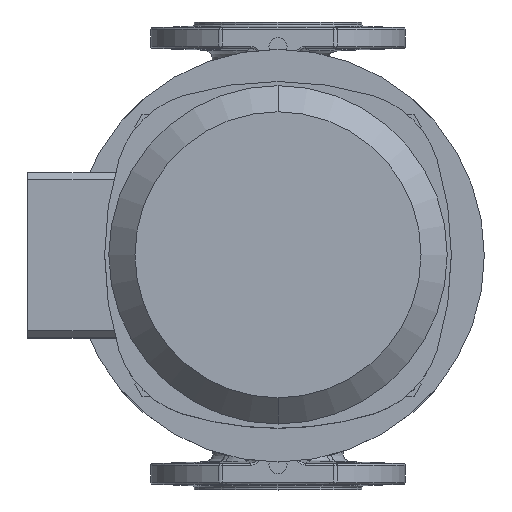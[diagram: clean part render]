
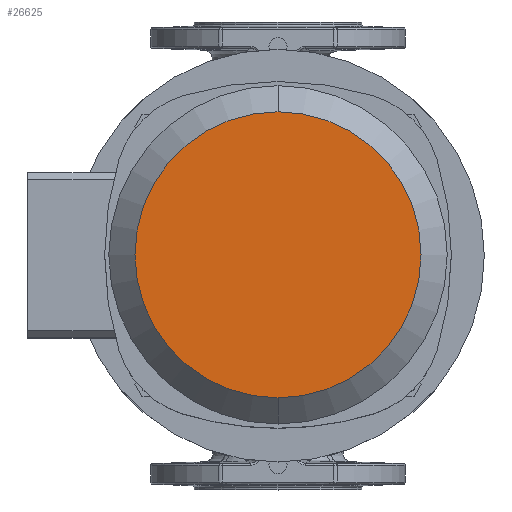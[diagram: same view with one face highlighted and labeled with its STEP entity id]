
A CAD part, top view. The second image highlights one B-rep face of the part: STEP entity #26625.
In plain terms, the highlighted planar face has unit normal (0, 0, 1).
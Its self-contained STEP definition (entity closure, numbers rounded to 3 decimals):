
#462 = CARTESIAN_POINT ( 'NONE',  ( 0., 104., 436. ) ) ;
#477 = CARTESIAN_POINT ( 'NONE',  ( 0., -104., 436. ) ) ;
#855 = VERTEX_POINT ( 'NONE', #477 ) ;
#870 = VERTEX_POINT ( 'NONE', #462 ) ;
#2830 = EDGE_LOOP ( 'NONE', ( #16686, #16687 ) ) ;
#16686 = ORIENTED_EDGE ( 'NONE', *, *, #17291, .T. ) ;
#16687 = ORIENTED_EDGE ( 'NONE', *, *, #36387, .T. ) ;
#17291 = EDGE_CURVE ( 'NONE', #855, #870, #37669, .T. ) ;
#17774 = CARTESIAN_POINT ( 'NONE',  ( 0., 0., 436. ) ) ;
#17775 = DIRECTION ( 'NONE',  ( 0., 0., 1. ) ) ;
#17776 = DIRECTION ( 'NONE',  ( 0., 1., 0. ) ) ;
#19578 = CARTESIAN_POINT ( 'NONE',  ( -104., 0., 436. ) ) ;
#19580 = FACE_OUTER_BOUND ( 'NONE', #2830, .T. ) ;
#19581 = PLANE ( 'NONE',  #37081 ) ;
#19584 = DIRECTION ( 'NONE',  ( 0., 0., -1. ) ) ;
#19585 = DIRECTION ( 'NONE',  ( 0., -1., 0. ) ) ;
#23359 = DIRECTION ( 'NONE',  ( 0., 1., 0. ) ) ;
#23360 = DIRECTION ( 'NONE',  ( 0., 0., 1. ) ) ;
#23361 = CARTESIAN_POINT ( 'NONE',  ( 0., 0., 436. ) ) ;
#24814 = CIRCLE ( 'NONE', #24818, 104. ) ;
#24818 = AXIS2_PLACEMENT_3D ( 'NONE', #17774, #17775, #17776 ) ;
#26625 = ADVANCED_FACE ( 'NONE', ( #19580 ), #19581, .F. ) ;
#36387 = EDGE_CURVE ( 'NONE', #870, #855, #24814, .T. ) ;
#37081 = AXIS2_PLACEMENT_3D ( 'NONE', #19578, #19584, #19585 ) ;
#37665 = AXIS2_PLACEMENT_3D ( 'NONE', #23361, #23360, #23359 ) ;
#37669 = CIRCLE ( 'NONE', #37665, 104. ) ;
